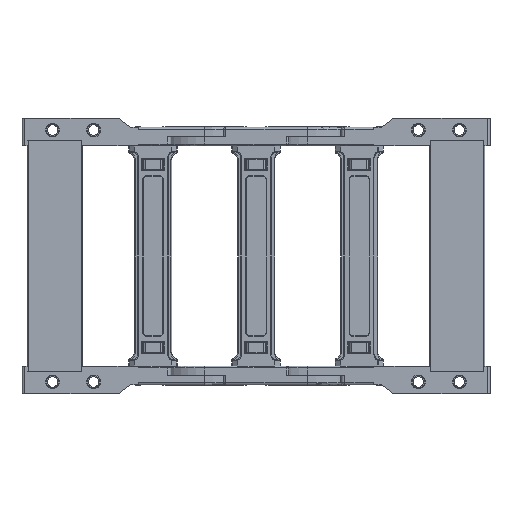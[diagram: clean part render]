
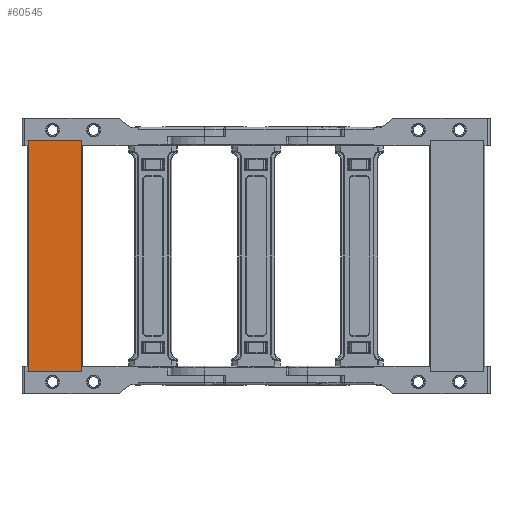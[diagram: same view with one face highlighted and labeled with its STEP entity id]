
A CAD part, front view. The second image highlights one B-rep face of the part: STEP entity #60545.
In plain terms, the highlighted planar face has unit normal (0, -1, 0).
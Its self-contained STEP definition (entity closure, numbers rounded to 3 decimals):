
#278 = VERTEX_POINT ( 'NONE', #32229 ) ;
#824 = CARTESIAN_POINT ( 'NONE',  ( -129.654, 69.874, 91.434 ) ) ;
#13796 = DIRECTION ( 'NONE',  ( -1., 0., 0. ) ) ;
#14211 = LINE ( 'NONE', #133370, #182732 ) ;
#15503 = DIRECTION ( 'NONE',  ( -1., 0., 0. ) ) ;
#16013 = VECTOR ( 'NONE', #13796, 1000. ) ;
#16757 = VERTEX_POINT ( 'NONE', #82572 ) ;
#24179 = EDGE_CURVE ( 'NONE', #16757, #163768, #118270, .T. ) ;
#28106 = CARTESIAN_POINT ( 'NONE',  ( -129.654, 69.874, -35.166 ) ) ;
#32229 = CARTESIAN_POINT ( 'NONE',  ( -129.654, 69.874, -35.166 ) ) ;
#36182 = LINE ( 'NONE', #84163, #16013 ) ;
#36644 = EDGE_CURVE ( 'NONE', #278, #67379, #14211, .T. ) ;
#43799 = PLANE ( 'NONE',  #50047 ) ;
#46582 = DIRECTION ( 'NONE',  ( 0., 0., 1. ) ) ;
#50047 = AXIS2_PLACEMENT_3D ( 'NONE', #28106, #158816, #15503 ) ;
#54478 = VECTOR ( 'NONE', #100154, 1000. ) ;
#56131 = CARTESIAN_POINT ( 'NONE',  ( -129.654, 69.874, 91.434 ) ) ;
#60545 = ADVANCED_FACE ( 'NONE', ( #161761 ), #43799, .T. ) ;
#67379 = VERTEX_POINT ( 'NONE', #56131 ) ;
#78774 = ORIENTED_EDGE ( 'NONE', *, *, #36644, .T. ) ;
#79094 = ORIENTED_EDGE ( 'NONE', *, *, #109601, .F. ) ;
#82572 = CARTESIAN_POINT ( 'NONE',  ( -158.79, 69.874, -35.166 ) ) ;
#84163 = CARTESIAN_POINT ( 'NONE',  ( -129.654, 69.874, -35.166 ) ) ;
#86716 = CARTESIAN_POINT ( 'NONE',  ( -158.79, 69.874, -35.166 ) ) ;
#92990 = EDGE_LOOP ( 'NONE', ( #78774, #171086, #143222, #79094 ) ) ;
#100154 = DIRECTION ( 'NONE',  ( -1., 0., 0. ) ) ;
#109601 = EDGE_CURVE ( 'NONE', #278, #16757, #36182, .T. ) ;
#118270 = LINE ( 'NONE', #86716, #138516 ) ;
#124448 = LINE ( 'NONE', #824, #54478 ) ;
#130202 = DIRECTION ( 'NONE',  ( 0., 0., 1. ) ) ;
#133370 = CARTESIAN_POINT ( 'NONE',  ( -129.654, 69.874, -35.166 ) ) ;
#138516 = VECTOR ( 'NONE', #130202, 1000. ) ;
#143222 = ORIENTED_EDGE ( 'NONE', *, *, #24179, .F. ) ;
#145015 = EDGE_CURVE ( 'NONE', #67379, #163768, #124448, .T. ) ;
#158816 = DIRECTION ( 'NONE',  ( 0., -1., 0. ) ) ;
#160967 = CARTESIAN_POINT ( 'NONE',  ( -158.79, 69.874, 91.434 ) ) ;
#161761 = FACE_OUTER_BOUND ( 'NONE', #92990, .T. ) ;
#163768 = VERTEX_POINT ( 'NONE', #160967 ) ;
#171086 = ORIENTED_EDGE ( 'NONE', *, *, #145015, .T. ) ;
#182732 = VECTOR ( 'NONE', #46582, 1000. ) ;
